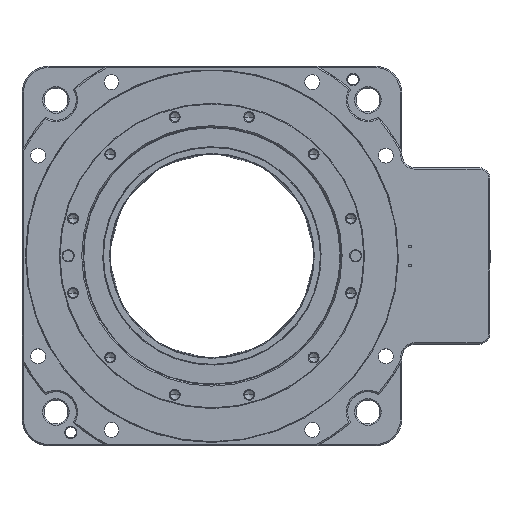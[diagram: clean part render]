
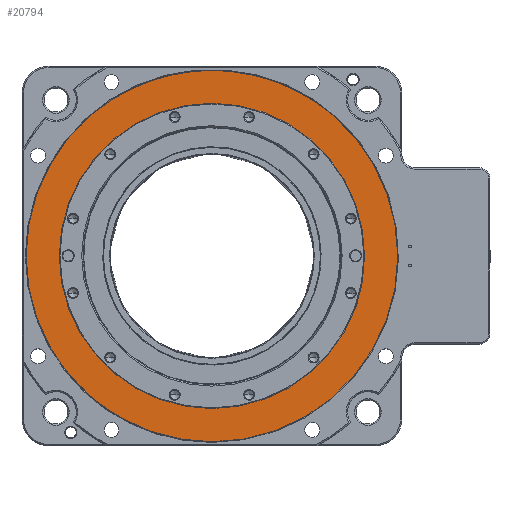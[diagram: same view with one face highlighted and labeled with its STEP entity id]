
A CAD part, top view. The second image highlights one B-rep face of the part: STEP entity #20794.
In plain terms, the highlighted planar face has unit normal (0, 0, 1).
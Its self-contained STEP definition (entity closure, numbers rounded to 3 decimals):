
#62=CIRCLE('',#44697,112.5);
#63=CIRCLE('',#44699,137.);
#64=CIRCLE('',#44700,137.);
#65=CIRCLE('',#44701,112.5);
#4157=FACE_BOUND('',#24251,.T.);
#4158=FACE_BOUND('',#24252,.T.);
#4976=PLANE('',#44702);
#20794=ADVANCED_FACE('',(#4157,#4158),#4976,.T.);
#24251=EDGE_LOOP('',(#27639,#27640));
#24252=EDGE_LOOP('',(#27641,#27642));
#27639=ORIENTED_EDGE('',*,*,#39192,.T.);
#27640=ORIENTED_EDGE('',*,*,#39193,.T.);
#27641=ORIENTED_EDGE('',*,*,#39187,.T.);
#27642=ORIENTED_EDGE('',*,*,#39194,.T.);
#35284=VERTEX_POINT('',#68817);
#35288=VERTEX_POINT('',#68824);
#35293=VERTEX_POINT('',#68956);
#35294=VERTEX_POINT('',#68957);
#39187=EDGE_CURVE('',#35284,#35288,#62,.T.);
#39192=EDGE_CURVE('',#35293,#35294,#63,.T.);
#39193=EDGE_CURVE('',#35294,#35293,#64,.T.);
#39194=EDGE_CURVE('',#35288,#35284,#65,.T.);
#44697=AXIS2_PLACEMENT_3D('',#68825,#47869,#47870);
#44699=AXIS2_PLACEMENT_3D('',#68955,#47873,#47874);
#44700=AXIS2_PLACEMENT_3D('',#68958,#47875,#47876);
#44701=AXIS2_PLACEMENT_3D('',#68959,#47877,#47878);
#44702=AXIS2_PLACEMENT_3D('',#68960,#47879,#47880);
#47869=DIRECTION('',(0.,0.,-1.));
#47870=DIRECTION('',(1.,0.,0.));
#47873=DIRECTION('',(0.,0.,1.));
#47874=DIRECTION('',(-1.,0.,0.));
#47875=DIRECTION('',(0.,0.,1.));
#47876=DIRECTION('',(1.,0.,0.));
#47877=DIRECTION('',(0.,0.,-1.));
#47878=DIRECTION('',(-1.,0.,0.));
#47879=DIRECTION('',(0.,0.,1.));
#47880=DIRECTION('',(1.,0.,0.));
#68817=CARTESIAN_POINT('',(118.94,0.,-4.));
#68824=CARTESIAN_POINT('',(-106.06,0.,-4.));
#68825=CARTESIAN_POINT('',(6.44,0.,-4.));
#68955=CARTESIAN_POINT('',(6.44,0.,-4.));
#68956=CARTESIAN_POINT('',(-130.56,0.,-4.));
#68957=CARTESIAN_POINT('',(143.44,0.,-4.));
#68958=CARTESIAN_POINT('',(6.44,0.,-4.));
#68959=CARTESIAN_POINT('',(6.44,0.,-4.));
#68960=CARTESIAN_POINT('',(6.44,0.,-4.));
